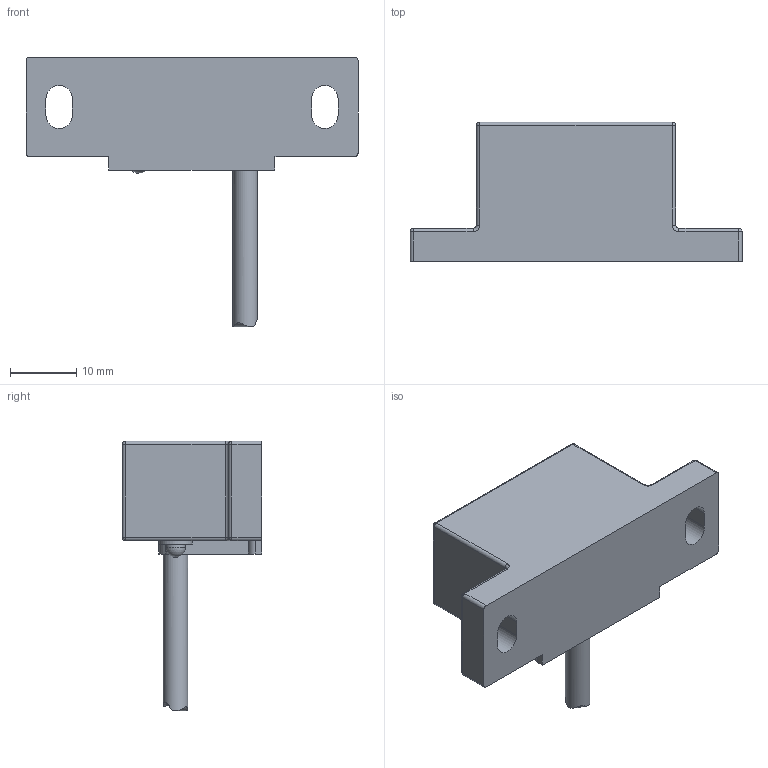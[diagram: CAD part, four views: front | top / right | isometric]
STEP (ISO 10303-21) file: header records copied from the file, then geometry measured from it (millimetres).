
FILE_DESCRIPTION(/* description */ (''),/* implementation_level */ '2;1');
FILE_NAME(/* name */ 'IA9514_Shrinkwrap_1.stp',/* time_stamp */ '2022-06-02T15:18:27+02:00',/* author */ ('Krieger Anja'),/* organization */ (''),/* preprocessor_version */ 'ST-DEVELOPER v18.1',/* originating_system */ 'Autodesk Inventor 2021',/* authorisation */ '');
FILE_SCHEMA (('AUTOMOTIVE_DESIGN { 1 0 10303 214 3 1 1 }'));
Length unit declared in the file: millimetre
Products named in the file (1): IA9514_Shrinkwrap_1
Bounding box: 50 x 21 x 40.62 mm (x, y, z)
Volume: 11168.3 mm3; surface area: 4092.2 mm2
Topology: 1 solids, 1 shells, 69 faces, 161 edges, 97 vertices
Faces by surface type: cylinder 33, plane 23, sphere 9, torus 4
Full cylindrical faces by diameter (mm): 3 x1, 3.7 x1, 5 x2
Entity records: 2154 total; most frequent: CARTESIAN_POINT 395, DIRECTION 363, ORIENTED_EDGE 320, EDGE_CURVE 160, AXIS2_PLACEMENT_3D 137, VERTEX_POINT 97, LINE 89, VECTOR 89
